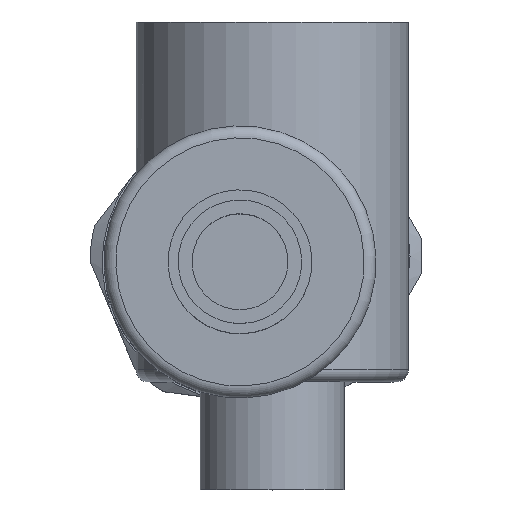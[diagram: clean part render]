
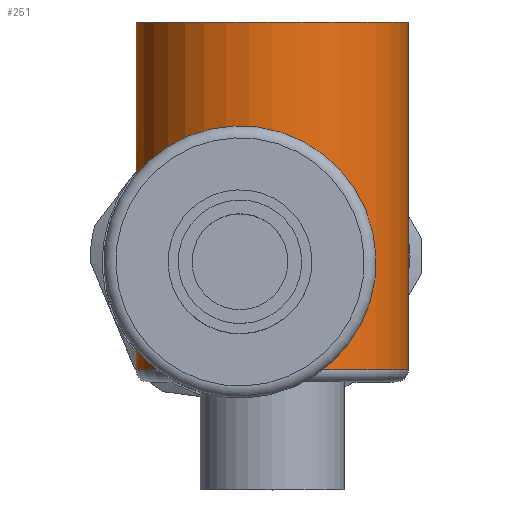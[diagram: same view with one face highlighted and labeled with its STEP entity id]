
A CAD part, top view. The second image highlights one B-rep face of the part: STEP entity #251.
In plain terms, the highlighted cylindrical face has radius 11.35 mm (diameter 22.7 mm), a full revolution.
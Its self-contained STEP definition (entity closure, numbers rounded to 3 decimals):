
#251 = ADVANCED_FACE( '', ( #550, #551, #552 ), #553, .T. );
#550 = FACE_BOUND( '', #864, .T. );
#551 = FACE_OUTER_BOUND( '', #865, .T. );
#552 = FACE_OUTER_BOUND( '', #866, .T. );
#553 = CYLINDRICAL_SURFACE( '', #867, 11.35 );
#864 = EDGE_LOOP( '', ( #1416 ) );
#865 = EDGE_LOOP( '', ( #1417 ) );
#866 = EDGE_LOOP( '', ( #1418 ) );
#867 = AXIS2_PLACEMENT_3D( '', #1419, #1420, #1421 );
#1416 = ORIENTED_EDGE( '', *, *, #1509, .F. );
#1417 = ORIENTED_EDGE( '', *, *, #1681, .T. );
#1418 = ORIENTED_EDGE( '', *, *, #1642, .F. );
#1419 = CARTESIAN_POINT( '', ( 0., -19.5, 0. ) );
#1420 = DIRECTION( '', ( 0., -1., 0. ) );
#1421 = DIRECTION( '', ( 0., 0., 1. ) );
#1509 = EDGE_CURVE( '', #1705, #1705, #1706, .T. );
#1642 = EDGE_CURVE( '', #1912, #1912, #1913, .T. );
#1681 = EDGE_CURVE( '', #1964, #1964, #1965, .F. );
#1705 = VERTEX_POINT( '', #2030 );
#1706 = B_SPLINE_CURVE_WITH_KNOTS( '', 3, ( #2031, #2032, #2033, #2034, #2035, #2036, #2037, #2038, #2039, #2040, #2041, #2042, #2043, #2044, #2045, #2046, #2047, #2048, #2049, #2050, #2051, #2052, #2053, #2054, #2055, #2056, #2057, #2058, #2059, #2060, #2061, #2062, #2063, #2064, #2065, #2066, #2067, #2068 ), .UNSPECIFIED., .T., .F., ( 2, 2, 2, 2, 2, 2, 2, 2, 2, 2, 2, 2, 2, 2, 2, 2, 2, 2, 2, 2, 2 ), ( 0., 0., 0., 0.001, 0.001, 0.002, 0.002, 0.002, 0.003, 0.003, 0.004, 0.004, 0.004, 0.005, 0.005, 0.006, 0.006, 0.007, 0.007, 0.008, 0.008 ), .UNSPECIFIED. );
#1912 = VERTEX_POINT( '', #2349 );
#1913 = CIRCLE( '', #2350, 11.35 );
#1964 = VERTEX_POINT( '', #2406 );
#1965 = CIRCLE( '', #2407, 11.35 );
#2030 = CARTESIAN_POINT( '', ( -11.281, -2.5, 1.25 ) );
#2031 = CARTESIAN_POINT( '', ( -11.281, -2.665, 1.25 ) );
#2032 = CARTESIAN_POINT( '', ( -11.281, -2.335, 1.25 ) );
#2033 = CARTESIAN_POINT( '', ( -11.285, -2.173, 1.217 ) );
#2034 = CARTESIAN_POINT( '', ( -11.298, -1.87, 1.092 ) );
#2035 = CARTESIAN_POINT( '', ( -11.307, -1.731, 0.999 ) );
#2036 = CARTESIAN_POINT( '', ( -11.325, -1.501, 0.769 ) );
#2037 = CARTESIAN_POINT( '', ( -11.334, -1.408, 0.629 ) );
#2038 = CARTESIAN_POINT( '', ( -11.346, -1.283, 0.328 ) );
#2039 = CARTESIAN_POINT( '', ( -11.35, -1.25, 0.164 ) );
#2040 = CARTESIAN_POINT( '', ( -11.35, -1.25, -0.081 ) );
#2041 = CARTESIAN_POINT( '', ( -11.349, -1.258, -0.164 ) );
#2042 = CARTESIAN_POINT( '', ( -11.346, -1.29, -0.324 ) );
#2043 = CARTESIAN_POINT( '', ( -11.343, -1.314, -0.402 ) );
#2044 = CARTESIAN_POINT( '', ( -11.334, -1.408, -0.629 ) );
#2045 = CARTESIAN_POINT( '', ( -11.325, -1.499, -0.767 ) );
#2046 = CARTESIAN_POINT( '', ( -11.306, -1.732, -1. ) );
#2047 = CARTESIAN_POINT( '', ( -11.298, -1.87, -1.092 ) );
#2048 = CARTESIAN_POINT( '', ( -11.288, -2.097, -1.186 ) );
#2049 = CARTESIAN_POINT( '', ( -11.285, -2.175, -1.21 ) );
#2050 = CARTESIAN_POINT( '', ( -11.282, -2.335, -1.242 ) );
#2051 = CARTESIAN_POINT( '', ( -11.281, -2.418, -1.25 ) );
#2052 = CARTESIAN_POINT( '', ( -11.281, -2.663, -1.25 ) );
#2053 = CARTESIAN_POINT( '', ( -11.285, -2.827, -1.217 ) );
#2054 = CARTESIAN_POINT( '', ( -11.297, -3.128, -1.093 ) );
#2055 = CARTESIAN_POINT( '', ( -11.306, -3.268, -1. ) );
#2056 = CARTESIAN_POINT( '', ( -11.324, -3.498, -0.77 ) );
#2057 = CARTESIAN_POINT( '', ( -11.333, -3.591, -0.631 ) );
#2058 = CARTESIAN_POINT( '', ( -11.346, -3.717, -0.329 ) );
#2059 = CARTESIAN_POINT( '', ( -11.35, -3.75, -0.166 ) );
#2060 = CARTESIAN_POINT( '', ( -11.35, -3.75, 0.164 ) );
#2061 = CARTESIAN_POINT( '', ( -11.346, -3.718, 0.326 ) );
#2062 = CARTESIAN_POINT( '', ( -11.334, -3.592, 0.629 ) );
#2063 = CARTESIAN_POINT( '', ( -11.325, -3.5, 0.768 ) );
#2064 = CARTESIAN_POINT( '', ( -11.307, -3.269, 0.999 ) );
#2065 = CARTESIAN_POINT( '', ( -11.298, -3.13, 1.092 ) );
#2066 = CARTESIAN_POINT( '', ( -11.285, -2.83, 1.217 ) );
#2067 = CARTESIAN_POINT( '', ( -11.281, -2.665, 1.25 ) );
#2068 = CARTESIAN_POINT( '', ( -11.281, -2.335, 1.25 ) );
#2349 = CARTESIAN_POINT( '', ( 11.35, 19.5, 0. ) );
#2350 = AXIS2_PLACEMENT_3D( '', #2620, #2621, #2622 );
#2406 = CARTESIAN_POINT( '', ( 0., -9.5, -11.35 ) );
#2407 = AXIS2_PLACEMENT_3D( '', #2667, #2668, #2669 );
#2620 = CARTESIAN_POINT( '', ( 0., 19.5, 0. ) );
#2621 = DIRECTION( '', ( 0., 1., 0. ) );
#2622 = DIRECTION( '', ( 1., 0., 0. ) );
#2667 = CARTESIAN_POINT( '', ( 0., -9.5, 0. ) );
#2668 = DIRECTION( '', ( 0., -1., 0. ) );
#2669 = DIRECTION( '', ( 0., 0., -1. ) );
